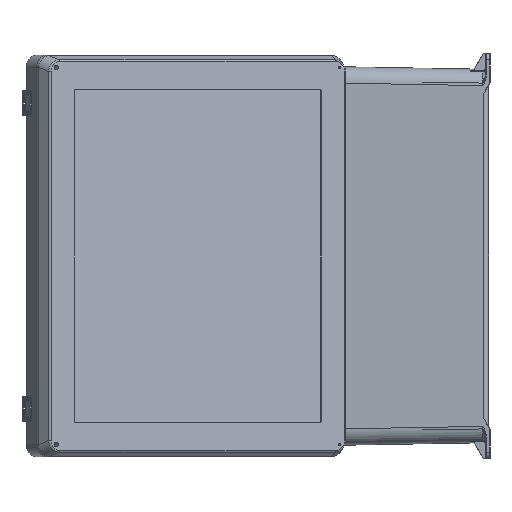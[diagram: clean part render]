
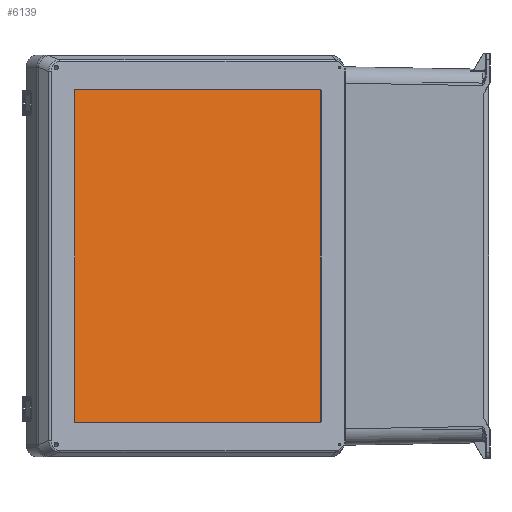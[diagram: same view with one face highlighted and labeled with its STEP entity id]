
A CAD part, left-side view. The second image highlights one B-rep face of the part: STEP entity #6139.
In plain terms, the highlighted face is planar.
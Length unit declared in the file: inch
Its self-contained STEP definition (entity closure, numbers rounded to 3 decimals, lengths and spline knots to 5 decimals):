
#2727 = CARTESIAN_POINT ( 'NONE',  ( -6.9375, -0.22, 7.995 ) ) ;
#5354 = PLANE ( 'NONE',  #21396 ) ;
#5383 = CARTESIAN_POINT ( 'NONE',  ( 6.9375, -0.22, -7.9375 ) ) ;
#5384 = DIRECTION ( 'NONE',  ( 0., 1., 0. ) ) ;
#5385 = DIRECTION ( 'NONE',  ( 0., 0., 1. ) ) ;
#6139 = ADVANCED_FACE ( 'NONE', ( #14657 ), #5354, .F. ) ;
#7781 = AXIS2_PLACEMENT_3D ( 'NONE', #41158, #41160, #41162 ) ;
#7911 = AXIS2_PLACEMENT_3D ( 'NONE', #18636, #18637, #18638 ) ;
#8046 = AXIS2_PLACEMENT_3D ( 'NONE', #25296, #25298, #25300 ) ;
#8229 = AXIS2_PLACEMENT_3D ( 'NONE', #39359, #39360, #39361 ) ;
#9646 = EDGE_LOOP ( 'NONE', ( #24541, #24543, #24545, #24547, #24549, #24551, #24553, #24555 ) ) ;
#14657 = FACE_OUTER_BOUND ( 'NONE', #9646, .T. ) ;
#17504 = VERTEX_POINT ( 'NONE', #37187 ) ;
#18206 = VERTEX_POINT ( 'NONE', #38010 ) ;
#18360 = VERTEX_POINT ( 'NONE', #38173 ) ;
#18397 = VERTEX_POINT ( 'NONE', #38243 ) ;
#18405 = VERTEX_POINT ( 'NONE', #2727 ) ;
#18416 = VERTEX_POINT ( 'NONE', #45193 ) ;
#18425 = VERTEX_POINT ( 'NONE', #45201 ) ;
#18436 = VERTEX_POINT ( 'NONE', #45205 ) ;
#18623 = CARTESIAN_POINT ( 'NONE',  ( 6.995, -0.22, 7.9375 ) ) ;
#18624 = DIRECTION ( 'NONE',  ( 0., 0., -1. ) ) ;
#18636 = CARTESIAN_POINT ( 'NONE',  ( 6.9375, -0.22, 7.9375 ) ) ;
#18637 = DIRECTION ( 'NONE',  ( 0., 1., 0. ) ) ;
#18638 = DIRECTION ( 'NONE',  ( 0., 0., 1. ) ) ;
#18786 = CARTESIAN_POINT ( 'NONE',  ( 6.9375, -0.22, 7.995 ) ) ;
#18787 = DIRECTION ( 'NONE',  ( 1., 0., 0. ) ) ;
#21396 = AXIS2_PLACEMENT_3D ( 'NONE', #5383, #5384, #5385 ) ;
#22807 = CIRCLE ( 'NONE', #8046, 0.0575 ) ;
#24353 = LINE ( 'NONE', #18623, #24359 ) ;
#24359 = VECTOR ( 'NONE', #18624, 39.37008 ) ;
#24367 = CIRCLE ( 'NONE', #7911, 0.0575 ) ;
#24541 = ORIENTED_EDGE ( 'NONE', *, *, #34880, .F. ) ;
#24543 = ORIENTED_EDGE ( 'NONE', *, *, #31621, .F. ) ;
#24545 = ORIENTED_EDGE ( 'NONE', *, *, #31625, .F. ) ;
#24547 = ORIENTED_EDGE ( 'NONE', *, *, #31687, .F. ) ;
#24549 = ORIENTED_EDGE ( 'NONE', *, *, #31217, .F. ) ;
#24551 = ORIENTED_EDGE ( 'NONE', *, *, #30814, .F. ) ;
#24553 = ORIENTED_EDGE ( 'NONE', *, *, #30564, .F. ) ;
#24555 = ORIENTED_EDGE ( 'NONE', *, *, #30498, .F. ) ;
#24562 = LINE ( 'NONE', #18786, #24568 ) ;
#24568 = VECTOR ( 'NONE', #18787, 39.37008 ) ;
#25296 = CARTESIAN_POINT ( 'NONE',  ( -6.9375, -0.22, 7.9375 ) ) ;
#25298 = DIRECTION ( 'NONE',  ( 0., 1., 0. ) ) ;
#25300 = DIRECTION ( 'NONE',  ( 0., 0., 1. ) ) ;
#30498 = EDGE_CURVE ( 'NONE', #18397, #18436, #44451, .T. ) ;
#30564 = EDGE_CURVE ( 'NONE', #18436, #18416, #44535, .T. ) ;
#30814 = EDGE_CURVE ( 'NONE', #18416, #18425, #44874, .T. ) ;
#31217 = EDGE_CURVE ( 'NONE', #18425, #18405, #22807, .T. ) ;
#31621 = EDGE_CURVE ( 'NONE', #18206, #18360, #24353, .T. ) ;
#31625 = EDGE_CURVE ( 'NONE', #17504, #18206, #24367, .T. ) ;
#31687 = EDGE_CURVE ( 'NONE', #18405, #17504, #24562, .T. ) ;
#34880 = EDGE_CURVE ( 'NONE', #18360, #18397, #42674, .T. ) ;
#37187 = CARTESIAN_POINT ( 'NONE',  ( 6.9375, -0.22, 7.995 ) ) ;
#38010 = CARTESIAN_POINT ( 'NONE',  ( 6.995, -0.22, 7.9375 ) ) ;
#38173 = CARTESIAN_POINT ( 'NONE',  ( 6.995, -0.22, -7.9375 ) ) ;
#38243 = CARTESIAN_POINT ( 'NONE',  ( 6.9375, -0.22, -7.995 ) ) ;
#39233 = CARTESIAN_POINT ( 'NONE',  ( 6.9375, -0.22, -7.995 ) ) ;
#39235 = DIRECTION ( 'NONE',  ( -1., 0., 0. ) ) ;
#39359 = CARTESIAN_POINT ( 'NONE',  ( -6.9375, -0.22, -7.9375 ) ) ;
#39360 = DIRECTION ( 'NONE',  ( 0., 1., 0. ) ) ;
#39361 = DIRECTION ( 'NONE',  ( 0., 0., -1. ) ) ;
#40552 = CARTESIAN_POINT ( 'NONE',  ( -6.995, -0.22, 7.9375 ) ) ;
#40553 = DIRECTION ( 'NONE',  ( 0., 0., 1. ) ) ;
#41158 = CARTESIAN_POINT ( 'NONE',  ( 6.9375, -0.22, -7.9375 ) ) ;
#41160 = DIRECTION ( 'NONE',  ( 0., 1., 0. ) ) ;
#41162 = DIRECTION ( 'NONE',  ( 0., 0., 1. ) ) ;
#42674 = CIRCLE ( 'NONE', #7781, 0.0575 ) ;
#44451 = LINE ( 'NONE', #39233, #44454 ) ;
#44454 = VECTOR ( 'NONE', #39235, 39.37008 ) ;
#44535 = CIRCLE ( 'NONE', #8229, 0.0575 ) ;
#44874 = LINE ( 'NONE', #40552, #44877 ) ;
#44877 = VECTOR ( 'NONE', #40553, 39.37008 ) ;
#45193 = CARTESIAN_POINT ( 'NONE',  ( -6.995, -0.22, -7.9375 ) ) ;
#45201 = CARTESIAN_POINT ( 'NONE',  ( -6.995, -0.22, 7.9375 ) ) ;
#45205 = CARTESIAN_POINT ( 'NONE',  ( -6.9375, -0.22, -7.995 ) ) ;
